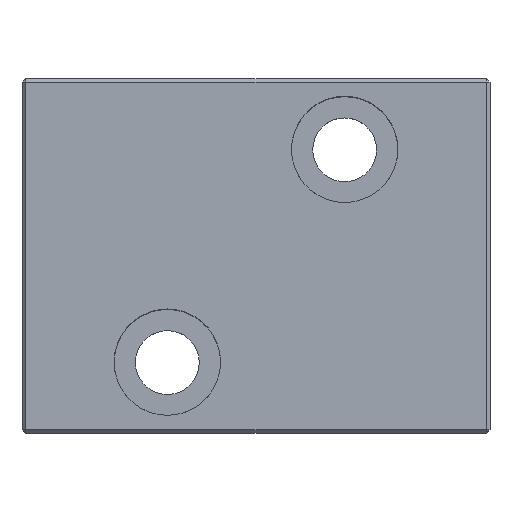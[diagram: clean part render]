
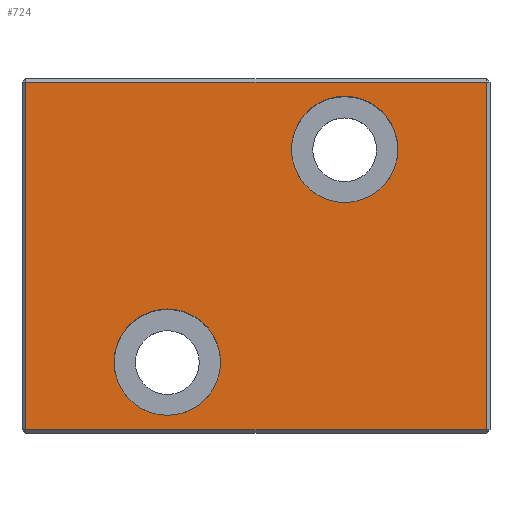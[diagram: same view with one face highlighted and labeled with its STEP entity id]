
A CAD part, top view. The second image highlights one B-rep face of the part: STEP entity #724.
In plain terms, the highlighted planar face has unit normal (0, 0, 1).
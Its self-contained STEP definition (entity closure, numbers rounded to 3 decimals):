
#27=FACE_BOUND('',#117,.T.);
#28=FACE_BOUND('',#118,.T.);
#45=CIRCLE('',#775,7.5);
#46=CIRCLE('',#776,7.5);
#70=FACE_OUTER_BOUND('',#116,.T.);
#116=EDGE_LOOP('',(#545,#546,#547,#548));
#117=EDGE_LOOP('',(#549));
#118=EDGE_LOOP('',(#550));
#175=LINE('',#1041,#255);
#189=LINE('',#1070,#269);
#191=LINE('',#1073,#271);
#193=LINE('',#1076,#273);
#255=VECTOR('',#839,65.);
#269=VECTOR('',#863,49.);
#271=VECTOR('',#867,65.);
#273=VECTOR('',#871,49.);
#324=VERTEX_POINT('',#1016);
#329=VERTEX_POINT('',#1029);
#334=VERTEX_POINT('',#1045);
#339=VERTEX_POINT('',#1058);
#352=VERTEX_POINT('',#1103);
#353=VERTEX_POINT('',#1105);
#395=EDGE_CURVE('',#324,#329,#175,.T.);
#409=EDGE_CURVE('',#329,#339,#189,.T.);
#411=EDGE_CURVE('',#339,#334,#191,.T.);
#413=EDGE_CURVE('',#334,#324,#193,.T.);
#427=EDGE_CURVE('',#352,#352,#45,.T.);
#428=EDGE_CURVE('',#353,#353,#46,.T.);
#545=ORIENTED_EDGE('',*,*,#395,.F.);
#546=ORIENTED_EDGE('',*,*,#413,.F.);
#547=ORIENTED_EDGE('',*,*,#411,.F.);
#548=ORIENTED_EDGE('',*,*,#409,.F.);
#549=ORIENTED_EDGE('',*,*,#427,.T.);
#550=ORIENTED_EDGE('',*,*,#428,.T.);
#686=PLANE('',#774);
#724=ADVANCED_FACE('',(#70,#27,#28),#686,.T.);
#774=AXIS2_PLACEMENT_3D('',#1102,#893,#894);
#775=AXIS2_PLACEMENT_3D('',#1104,#895,#896);
#776=AXIS2_PLACEMENT_3D('',#1106,#897,#898);
#839=DIRECTION('',(-1.,0.,0.));
#863=DIRECTION('',(0.,1.,0.));
#867=DIRECTION('',(1.,0.,0.));
#871=DIRECTION('',(0.,-1.,0.));
#893=DIRECTION('center_axis',(0.,0.,1.));
#894=DIRECTION('ref_axis',(1.,0.,0.));
#895=DIRECTION('center_axis',(0.,0.,-1.));
#896=DIRECTION('ref_axis',(-1.,0.,0.));
#897=DIRECTION('center_axis',(0.,0.,-1.));
#898=DIRECTION('ref_axis',(-1.,0.,0.));
#1016=CARTESIAN_POINT('',(65.5,0.5,36.));
#1029=CARTESIAN_POINT('',(0.5,0.5,36.));
#1041=CARTESIAN_POINT('',(16.5,0.5,36.));
#1045=CARTESIAN_POINT('',(65.5,49.5,36.));
#1058=CARTESIAN_POINT('',(0.5,49.5,36.));
#1070=CARTESIAN_POINT('',(0.5,37.5,36.));
#1073=CARTESIAN_POINT('',(49.5,49.5,36.));
#1076=CARTESIAN_POINT('',(65.5,12.5,36.));
#1102=CARTESIAN_POINT('Origin',(33.,25.,36.));
#1103=CARTESIAN_POINT('',(53.,40.,36.));
#1104=CARTESIAN_POINT('Origin',(45.5,40.,36.));
#1105=CARTESIAN_POINT('',(28.,10.,36.));
#1106=CARTESIAN_POINT('Origin',(20.5,10.,36.));
